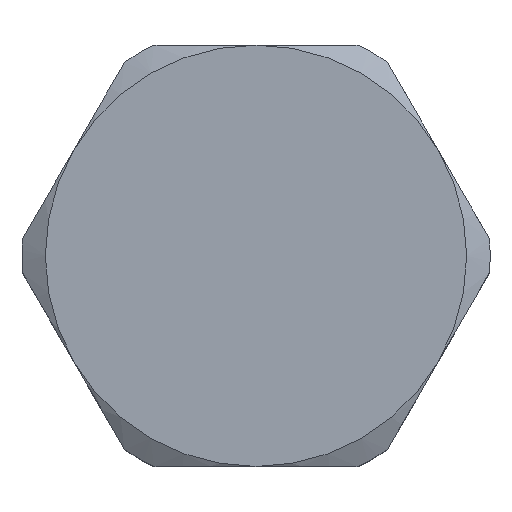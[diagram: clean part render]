
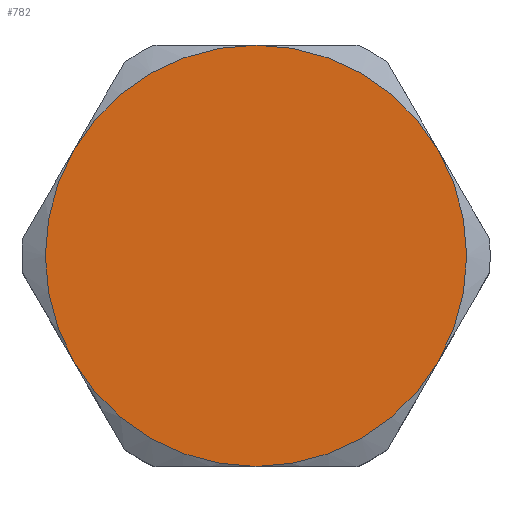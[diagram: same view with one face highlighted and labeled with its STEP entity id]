
A CAD part, top view. The second image highlights one B-rep face of the part: STEP entity #782.
In plain terms, the highlighted planar face has unit normal (0, 0, 1).
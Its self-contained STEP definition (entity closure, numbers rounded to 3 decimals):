
#86=CARTESIAN_POINT('Vertex',(-11.691,-6.75,27.)) ;
#225=CARTESIAN_POINT('Vertex',(0.,-13.5,27.)) ;
#273=CARTESIAN_POINT('Axis2P3D Location',(0.,0.,27.)) ;
#304=CARTESIAN_POINT('Axis2P3D Location',(0.,0.,27.)) ;
#308=CARTESIAN_POINT('Vertex',(-11.691,6.75,27.)) ;
#390=CARTESIAN_POINT('Vertex',(0.,13.5,27.)) ;
#534=CARTESIAN_POINT('Vertex',(11.691,-6.75,27.)) ;
#537=CARTESIAN_POINT('Axis2P3D Location',(0.,0.,27.)) ;
#561=CARTESIAN_POINT('Axis2P3D Location',(0.,0.,27.)) ;
#598=CARTESIAN_POINT('Vertex',(11.691,6.75,27.)) ;
#601=CARTESIAN_POINT('Axis2P3D Location',(0.,0.,27.)) ;
#730=CARTESIAN_POINT('Axis2P3D Location',(0.,0.,27.)) ;
#769=CARTESIAN_POINT('Axis2P3D Location',(0.,-13.5,27.)) ;
#274=DIRECTION('Axis2P3D Direction',(0.,0.,-1.)) ;
#305=DIRECTION('Axis2P3D Direction',(0.,0.,-1.)) ;
#538=DIRECTION('Axis2P3D Direction',(0.,0.,-1.)) ;
#562=DIRECTION('Axis2P3D Direction',(0.,0.,-1.)) ;
#602=DIRECTION('Axis2P3D Direction',(0.,0.,-1.)) ;
#731=DIRECTION('Axis2P3D Direction',(0.,0.,-1.)) ;
#770=DIRECTION('Axis2P3D Direction',(0.,0.,1.)) ;
#771=DIRECTION('Axis2P3D XDirection',(1.,0.,0.)) ;
#275=AXIS2_PLACEMENT_3D('Circle Axis2P3D',#273,#274,$) ;
#306=AXIS2_PLACEMENT_3D('Circle Axis2P3D',#304,#305,$) ;
#539=AXIS2_PLACEMENT_3D('Circle Axis2P3D',#537,#538,$) ;
#563=AXIS2_PLACEMENT_3D('Circle Axis2P3D',#561,#562,$) ;
#603=AXIS2_PLACEMENT_3D('Circle Axis2P3D',#601,#602,$) ;
#732=AXIS2_PLACEMENT_3D('Circle Axis2P3D',#730,#731,$) ;
#772=AXIS2_PLACEMENT_3D('Plane Axis2P3D',#769,#770,#771) ;
#276=CIRCLE('generated circle',#275,13.5) ;
#307=CIRCLE('generated circle',#306,13.5) ;
#540=CIRCLE('generated circle',#539,13.5) ;
#564=CIRCLE('generated circle',#563,13.5) ;
#604=CIRCLE('generated circle',#603,13.5) ;
#733=CIRCLE('generated circle',#732,13.5) ;
#773=PLANE('',#772) ;
#277=EDGE_CURVE('',#87,#226,#276,.F.) ;
#310=EDGE_CURVE('',#309,#87,#307,.F.) ;
#541=EDGE_CURVE('',#226,#535,#540,.F.) ;
#565=EDGE_CURVE('',#391,#309,#564,.F.) ;
#605=EDGE_CURVE('',#599,#391,#604,.F.) ;
#734=EDGE_CURVE('',#535,#599,#733,.F.) ;
#775=ORIENTED_EDGE('',*,*,#565,.T.) ;
#776=ORIENTED_EDGE('',*,*,#310,.T.) ;
#777=ORIENTED_EDGE('',*,*,#277,.T.) ;
#778=ORIENTED_EDGE('',*,*,#541,.T.) ;
#779=ORIENTED_EDGE('',*,*,#734,.T.) ;
#780=ORIENTED_EDGE('',*,*,#605,.T.) ;
#774=EDGE_LOOP('',(#775,#776,#777,#778,#779,#780)) ;
#87=VERTEX_POINT('',#86) ;
#226=VERTEX_POINT('',#225) ;
#309=VERTEX_POINT('',#308) ;
#391=VERTEX_POINT('',#390) ;
#535=VERTEX_POINT('',#534) ;
#599=VERTEX_POINT('',#598) ;
#782=ADVANCED_FACE('PartBody',(#781),#773,.T.) ;
#781=FACE_OUTER_BOUND('',#774,.T.) ;
